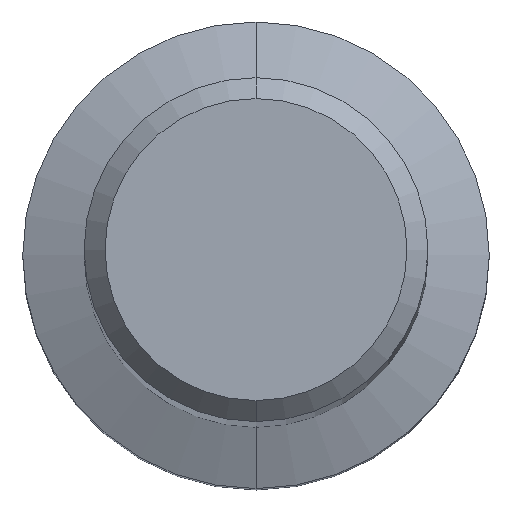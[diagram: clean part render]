
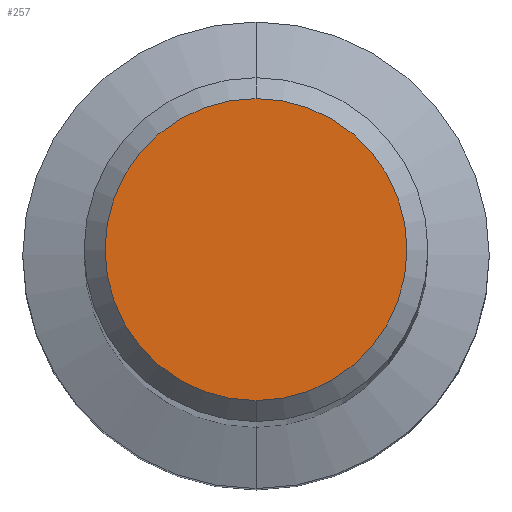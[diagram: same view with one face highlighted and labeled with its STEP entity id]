
A CAD part, top view. The second image highlights one B-rep face of the part: STEP entity #257.
In plain terms, the highlighted planar face has unit normal (0, 0, 1).
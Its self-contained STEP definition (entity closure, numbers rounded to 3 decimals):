
#165=VERTEX_POINT('',#371);
#179=VERTEX_POINT('',#386);
#257=ADVANCED_FACE('',(#472),#473,.T.);
#287=EDGE_CURVE('',#179,#165,#508,.T.);
#295=EDGE_CURVE('',#165,#179,#518,.T.);
#371=CARTESIAN_POINT('',(0.,-3.6,0.0));
#386=CARTESIAN_POINT('',(0.0,3.6,0.0));
#472=FACE_OUTER_BOUND('',#735,.T.);
#473=PLANE('',#736);
#508=CIRCLE('',#777,3.6);
#518=CIRCLE('',#789,3.6);
#735=EDGE_LOOP('',(#986,#987));
#736=AXIS2_PLACEMENT_3D('',#988,#989,#990);
#777=AXIS2_PLACEMENT_3D('',#1040,#1041,#1042);
#789=AXIS2_PLACEMENT_3D('',#1054,#1055,#1056);
#986=ORIENTED_EDGE('',*,*,#287,.F.);
#987=ORIENTED_EDGE('',*,*,#295,.F.);
#988=CARTESIAN_POINT('',(0.0,1.8,0.0));
#989=DIRECTION('',(-0.0,0.0,1.0));
#990=DIRECTION('',(0.0,-1.0,0.0));
#1040=CARTESIAN_POINT('',(0.0,0.0,0.0));
#1041=DIRECTION('',(0.0,0.0,-1.0));
#1042=DIRECTION('',(0.0,1.0,0.0));
#1054=CARTESIAN_POINT('',(0.0,0.0,0.0));
#1055=DIRECTION('',(0.0,0.0,-1.0));
#1056=DIRECTION('',(0.0,1.0,0.0));
